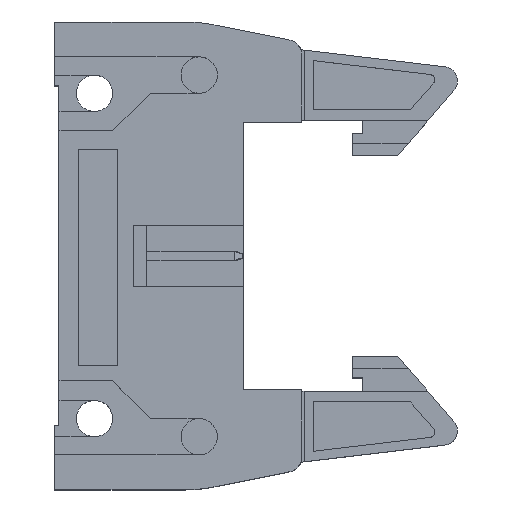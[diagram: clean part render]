
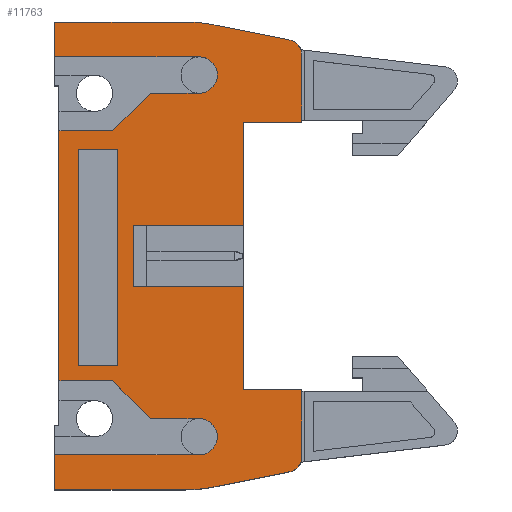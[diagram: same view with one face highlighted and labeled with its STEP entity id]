
A CAD part, top view. The second image highlights one B-rep face of the part: STEP entity #11763.
In plain terms, the highlighted face is planar.
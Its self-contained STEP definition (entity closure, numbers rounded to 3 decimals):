
#155=PLANE('',#12307);
#453=CIRCLE('',#12098,1.);
#480=CIRCLE('',#12170,10.);
#482=CIRCLE('',#12173,10.);
#486=CIRCLE('',#12186,1.);
#496=CIRCLE('',#12223,1.25);
#517=CIRCLE('',#12301,1.25);
#1331=ORIENTED_EDGE('',*,*,#3417,.T.);
#1332=ORIENTED_EDGE('',*,*,#3421,.T.);
#1333=ORIENTED_EDGE('',*,*,#3424,.T.);
#1334=ORIENTED_EDGE('',*,*,#3427,.T.);
#1335=ORIENTED_EDGE('',*,*,#3346,.F.);
#1336=ORIENTED_EDGE('',*,*,#3351,.F.);
#1337=ORIENTED_EDGE('',*,*,#3526,.F.);
#1338=ORIENTED_EDGE('',*,*,#3238,.F.);
#1339=ORIENTED_EDGE('',*,*,#3233,.F.);
#1340=ORIENTED_EDGE('',*,*,#3189,.F.);
#1341=ORIENTED_EDGE('',*,*,#3006,.F.);
#1342=ORIENTED_EDGE('',*,*,#3206,.F.);
#1343=ORIENTED_EDGE('',*,*,#3272,.F.);
#1344=ORIENTED_EDGE('',*,*,#3211,.F.);
#1345=ORIENTED_EDGE('',*,*,#3221,.F.);
#1346=ORIENTED_EDGE('',*,*,#3214,.F.);
#1347=ORIENTED_EDGE('',*,*,#3218,.F.);
#1348=ORIENTED_EDGE('',*,*,#3204,.F.);
#1349=ORIENTED_EDGE('',*,*,#3264,.F.);
#1350=ORIENTED_EDGE('',*,*,#3197,.F.);
#1351=ORIENTED_EDGE('',*,*,#3267,.F.);
#1352=ORIENTED_EDGE('',*,*,#3256,.F.);
#1353=ORIENTED_EDGE('',*,*,#3230,.F.);
#1354=ORIENTED_EDGE('',*,*,#3248,.F.);
#1355=ORIENTED_EDGE('',*,*,#3512,.F.);
#1356=ORIENTED_EDGE('',*,*,#3224,.F.);
#1357=ORIENTED_EDGE('',*,*,#3513,.F.);
#1358=ORIENTED_EDGE('',*,*,#3516,.F.);
#1359=ORIENTED_EDGE('',*,*,#3522,.F.);
#1360=ORIENTED_EDGE('',*,*,#3525,.F.);
#1361=ORIENTED_EDGE('',*,*,#3527,.F.);
#1362=ORIENTED_EDGE('',*,*,#3528,.F.);
#1363=ORIENTED_EDGE('',*,*,#3357,.F.);
#1364=ORIENTED_EDGE('',*,*,#3354,.F.);
#3006=EDGE_CURVE('',#4228,#4229,#453,.T.);
#3189=EDGE_CURVE('',#4229,#4409,#5164,.T.);
#3197=EDGE_CURVE('',#4416,#4417,#5172,.T.);
#3204=EDGE_CURVE('',#4423,#4421,#5179,.T.);
#3206=EDGE_CURVE('',#4424,#4228,#5181,.T.);
#3211=EDGE_CURVE('',#4428,#4429,#5186,.T.);
#3214=EDGE_CURVE('',#4431,#4432,#5189,.T.);
#3218=EDGE_CURVE('',#4421,#4431,#5193,.T.);
#3221=EDGE_CURVE('',#4432,#4428,#5196,.T.);
#3224=EDGE_CURVE('',#4437,#4438,#5199,.T.);
#3230=EDGE_CURVE('',#4443,#4444,#480,.T.);
#3233=EDGE_CURVE('',#4409,#4446,#482,.T.);
#3238=EDGE_CURVE('',#4446,#4450,#5209,.T.);
#3248=EDGE_CURVE('',#4458,#4443,#5219,.T.);
#3256=EDGE_CURVE('',#4444,#4465,#5227,.T.);
#3264=EDGE_CURVE('',#4417,#4423,#5233,.T.);
#3267=EDGE_CURVE('',#4465,#4416,#486,.T.);
#3272=EDGE_CURVE('',#4429,#4424,#5239,.T.);
#3346=EDGE_CURVE('',#4515,#4516,#496,.T.);
#3351=EDGE_CURVE('',#4520,#4515,#5306,.T.);
#3354=EDGE_CURVE('',#4516,#4522,#5309,.T.);
#3357=EDGE_CURVE('',#4522,#4524,#5312,.T.);
#3417=EDGE_CURVE('',#4563,#4564,#5362,.T.);
#3421=EDGE_CURVE('',#4564,#4567,#5366,.T.);
#3424=EDGE_CURVE('',#4567,#4569,#5369,.T.);
#3427=EDGE_CURVE('',#4569,#4563,#5372,.T.);
#3512=EDGE_CURVE('',#4438,#4458,#5449,.T.);
#3513=EDGE_CURVE('',#4608,#4437,#517,.T.);
#3516=EDGE_CURVE('',#4610,#4608,#5451,.T.);
#3522=EDGE_CURVE('',#4614,#4610,#5457,.T.);
#3525=EDGE_CURVE('',#4615,#4614,#5460,.T.);
#3526=EDGE_CURVE('',#4450,#4520,#5461,.T.);
#3527=EDGE_CURVE('',#4616,#4615,#5462,.T.);
#3528=EDGE_CURVE('',#4524,#4616,#5463,.T.);
#4228=VERTEX_POINT('',#14955);
#4229=VERTEX_POINT('',#14957);
#4409=VERTEX_POINT('',#15355);
#4416=VERTEX_POINT('',#15371);
#4417=VERTEX_POINT('',#15373);
#4421=VERTEX_POINT('',#15382);
#4423=VERTEX_POINT('',#15386);
#4424=VERTEX_POINT('',#15390);
#4428=VERTEX_POINT('',#15400);
#4429=VERTEX_POINT('',#15402);
#4431=VERTEX_POINT('',#15408);
#4432=VERTEX_POINT('',#15409);
#4437=VERTEX_POINT('',#15427);
#4438=VERTEX_POINT('',#15428);
#4443=VERTEX_POINT('',#15439);
#4444=VERTEX_POINT('',#15441);
#4446=VERTEX_POINT('',#15447);
#4450=VERTEX_POINT('',#15457);
#4458=VERTEX_POINT('',#15476);
#4465=VERTEX_POINT('',#15494);
#4515=VERTEX_POINT('',#15665);
#4516=VERTEX_POINT('',#15666);
#4520=VERTEX_POINT('',#15676);
#4522=VERTEX_POINT('',#15682);
#4524=VERTEX_POINT('',#15688);
#4563=VERTEX_POINT('',#15805);
#4564=VERTEX_POINT('',#15806);
#4567=VERTEX_POINT('',#15814);
#4569=VERTEX_POINT('',#15820);
#4608=VERTEX_POINT('',#15982);
#4610=VERTEX_POINT('',#15988);
#4614=VERTEX_POINT('',#16000);
#4615=VERTEX_POINT('',#16004);
#4616=VERTEX_POINT('',#16009);
#5164=LINE('',#15354,#6280);
#5172=LINE('',#15372,#6288);
#5179=LINE('',#15387,#6295);
#5181=LINE('',#15391,#6297);
#5186=LINE('',#15401,#6302);
#5189=LINE('',#15407,#6305);
#5193=LINE('',#15416,#6309);
#5196=LINE('',#15421,#6312);
#5199=LINE('',#15426,#6315);
#5209=LINE('',#15456,#6325);
#5219=LINE('',#15477,#6335);
#5227=LINE('',#15493,#6343);
#5233=LINE('',#15508,#6349);
#5239=LINE('',#15521,#6355);
#5306=LINE('',#15675,#6422);
#5309=LINE('',#15681,#6425);
#5312=LINE('',#15687,#6428);
#5362=LINE('',#15804,#6478);
#5366=LINE('',#15813,#6482);
#5369=LINE('',#15819,#6485);
#5372=LINE('',#15825,#6488);
#5449=LINE('',#15979,#6565);
#5451=LINE('',#15987,#6567);
#5457=LINE('',#15999,#6573);
#5460=LINE('',#16005,#6576);
#5461=LINE('',#16007,#6577);
#5462=LINE('',#16008,#6578);
#5463=LINE('',#16010,#6579);
#6280=VECTOR('',#12961,1000.);
#6288=VECTOR('',#12973,1000.);
#6295=VECTOR('',#12982,1000.);
#6297=VECTOR('',#12986,1000.);
#6302=VECTOR('',#12993,1000.);
#6305=VECTOR('',#12998,1000.);
#6309=VECTOR('',#13004,1000.);
#6312=VECTOR('',#13009,1000.);
#6315=VECTOR('',#13014,1000.);
#6325=VECTOR('',#13038,1000.);
#6335=VECTOR('',#13052,1000.);
#6343=VECTOR('',#13064,1000.);
#6349=VECTOR('',#13080,1000.);
#6355=VECTOR('',#13094,1000.);
#6422=VECTOR('',#13239,1000.);
#6425=VECTOR('',#13244,1000.);
#6428=VECTOR('',#13249,1000.);
#6478=VECTOR('',#13355,1000.);
#6482=VECTOR('',#13361,1000.);
#6485=VECTOR('',#13366,1000.);
#6488=VECTOR('',#13371,1000.);
#6565=VECTOR('',#13528,1000.);
#6567=VECTOR('',#13538,1000.);
#6573=VECTOR('',#13548,1000.);
#6576=VECTOR('',#13553,1000.);
#6577=VECTOR('',#13556,1000.);
#6578=VECTOR('',#13557,1000.);
#6579=VECTOR('',#13558,1000.);
#7394=EDGE_LOOP('',(#1331,#1332,#1333,#1334));
#7395=EDGE_LOOP('',(#1335,#1336,#1337,#1338,#1339,#1340,#1341,#1342,#1343,
#1344,#1345,#1346,#1347,#1348,#1349,#1350,#1351,#1352,#1353,#1354,#1355,
#1356,#1357,#1358,#1359,#1360,#1361,#1362,#1363,#1364));
#7918=FACE_BOUND('',#7394,.T.);
#7919=FACE_BOUND('',#7395,.T.);
#11763=ADVANCED_FACE('',(#7918,#7919),#155,.F.);
#12098=AXIS2_PLACEMENT_3D('',#14956,#12682,#12683);
#12170=AXIS2_PLACEMENT_3D('',#15440,#13023,#13024);
#12173=AXIS2_PLACEMENT_3D('',#15446,#13030,#13031);
#12186=AXIS2_PLACEMENT_3D('',#15513,#13086,#13087);
#12223=AXIS2_PLACEMENT_3D('',#15664,#13229,#13230);
#12301=AXIS2_PLACEMENT_3D('',#15981,#13531,#13532);
#12307=AXIS2_PLACEMENT_3D('',#16006,#13554,#13555);
#12682=DIRECTION('',(0.,1.,0.));
#12683=DIRECTION('',(0.,0.,1.));
#12961=DIRECTION('',(0.196,0.,-0.981));
#12973=DIRECTION('',(1.,0.,0.));
#12982=DIRECTION('',(1.,0.,0.));
#12986=DIRECTION('',(1.,0.,0.));
#12993=DIRECTION('',(1.,0.,0.));
#12998=DIRECTION('',(1.,0.,0.));
#13004=DIRECTION('',(0.,0.,-1.));
#13009=DIRECTION('',(0.,0.,1.));
#13014=DIRECTION('',(0.,0.,-1.));
#13023=DIRECTION('',(0.,1.,0.));
#13024=DIRECTION('',(0.,0.,1.));
#13030=DIRECTION('',(0.,1.,0.));
#13031=DIRECTION('',(0.,0.,1.));
#13038=DIRECTION('',(0.,0.,-1.));
#13052=DIRECTION('',(0.,0.,1.));
#13064=DIRECTION('',(0.196,0.,0.981));
#13080=DIRECTION('',(0.,0.,-1.));
#13086=DIRECTION('',(0.,1.,0.));
#13087=DIRECTION('',(0.,0.,1.));
#13094=DIRECTION('',(0.,0.,1.));
#13229=DIRECTION('',(0.,-1.,0.));
#13230=DIRECTION('',(1.,0.,0.));
#13239=DIRECTION('',(0.,0.,1.));
#13244=DIRECTION('',(0.,0.,-1.));
#13249=DIRECTION('',(-0.707,0.,-0.707));
#13355=DIRECTION('',(0.,0.,1.));
#13361=DIRECTION('',(1.,0.,0.));
#13366=DIRECTION('',(0.,0.,-1.));
#13371=DIRECTION('',(-1.,0.,0.));
#13528=DIRECTION('',(-1.,0.,0.));
#13531=DIRECTION('',(0.,-1.,0.));
#13532=DIRECTION('',(1.,0.,0.));
#13538=DIRECTION('',(0.,0.,1.));
#13548=DIRECTION('',(-0.707,0.,0.707));
#13553=DIRECTION('',(0.,0.,1.));
#13554=DIRECTION('',(0.,1.,0.));
#13555=DIRECTION('',(0.,0.,1.));
#13556=DIRECTION('',(-1.,0.,0.));
#13557=DIRECTION('',(-1.,0.,0.));
#13558=DIRECTION('',(0.,0.,-1.));
#14955=CARTESIAN_POINT('',(13.88,-4.15,12.));
#14956=CARTESIAN_POINT('',(13.88,-4.15,11.));
#14957=CARTESIAN_POINT('',(14.861,-4.15,11.196));
#15354=CARTESIAN_POINT('',(14.7,-4.15,12.));
#15355=CARTESIAN_POINT('',(15.906,-4.15,5.971));
#15371=CARTESIAN_POINT('',(-13.88,-4.15,12.));
#15372=CARTESIAN_POINT('',(-14.7,-4.15,12.));
#15373=CARTESIAN_POINT('',(-9.2,-4.15,12.));
#15382=CARTESIAN_POINT('',(-2.125,-4.15,8.));
#15386=CARTESIAN_POINT('',(-9.2,-4.15,8.));
#15387=CARTESIAN_POINT('',(-9.2,-4.15,8.));
#15390=CARTESIAN_POINT('',(9.2,-4.15,12.));
#15391=CARTESIAN_POINT('',(9.2,-4.15,12.));
#15400=CARTESIAN_POINT('',(2.125,-4.15,8.));
#15401=CARTESIAN_POINT('',(-9.2,-4.15,8.));
#15402=CARTESIAN_POINT('',(9.2,-4.15,8.));
#15407=CARTESIAN_POINT('',(-2.125,-4.15,0.45));
#15408=CARTESIAN_POINT('',(-2.125,-4.15,0.45));
#15409=CARTESIAN_POINT('',(2.125,-4.15,0.45));
#15416=CARTESIAN_POINT('',(-2.125,-4.15,8.));
#15421=CARTESIAN_POINT('',(2.125,-4.15,0.45));
#15426=CARTESIAN_POINT('',(-13.7,-4.15,4.95));
#15427=CARTESIAN_POINT('',(-13.7,-4.15,4.95));
#15428=CARTESIAN_POINT('',(-13.7,-4.15,-5.));
#15439=CARTESIAN_POINT('',(-16.1,-4.15,4.01));
#15440=CARTESIAN_POINT('',(-6.1,-4.15,4.01));
#15441=CARTESIAN_POINT('',(-15.906,-4.15,5.971));
#15446=CARTESIAN_POINT('',(6.1,-4.15,4.01));
#15447=CARTESIAN_POINT('',(16.1,-4.15,4.01));
#15456=CARTESIAN_POINT('',(16.1,-4.15,5.));
#15457=CARTESIAN_POINT('',(16.1,-4.15,-5.));
#15476=CARTESIAN_POINT('',(-16.1,-4.15,-5.));
#15477=CARTESIAN_POINT('',(-16.1,-4.15,-5.));
#15493=CARTESIAN_POINT('',(-14.7,-4.15,12.));
#15494=CARTESIAN_POINT('',(-14.861,-4.15,11.196));
#15508=CARTESIAN_POINT('',(-9.2,-4.15,12.));
#15513=CARTESIAN_POINT('',(-13.88,-4.15,11.));
#15521=CARTESIAN_POINT('',(9.2,-4.15,8.));
#15664=CARTESIAN_POINT('',(12.45,-4.15,4.95));
#15665=CARTESIAN_POINT('',(13.7,-4.15,4.95));
#15666=CARTESIAN_POINT('',(11.2,-4.15,4.95));
#15675=CARTESIAN_POINT('',(13.7,-4.15,-5.));
#15676=CARTESIAN_POINT('',(13.7,-4.15,-5.));
#15681=CARTESIAN_POINT('',(11.2,-4.15,4.95));
#15682=CARTESIAN_POINT('',(11.2,-4.15,1.6));
#15687=CARTESIAN_POINT('',(11.2,-4.15,1.6));
#15688=CARTESIAN_POINT('',(8.6,-4.15,-1.));
#15804=CARTESIAN_POINT('',(-7.35,-4.15,-3.35));
#15805=CARTESIAN_POINT('',(-7.35,-4.15,-3.35));
#15806=CARTESIAN_POINT('',(-7.35,-4.15,-0.65));
#15813=CARTESIAN_POINT('',(-7.35,-4.15,-0.65));
#15814=CARTESIAN_POINT('',(7.55,-4.15,-0.65));
#15819=CARTESIAN_POINT('',(7.55,-4.15,-0.65));
#15820=CARTESIAN_POINT('',(7.55,-4.15,-3.35));
#15825=CARTESIAN_POINT('',(7.55,-4.15,-3.35));
#15979=CARTESIAN_POINT('',(16.1,-4.15,-5.));
#15981=CARTESIAN_POINT('',(-12.45,-4.15,4.95));
#15982=CARTESIAN_POINT('',(-11.2,-4.15,4.95));
#15987=CARTESIAN_POINT('',(-11.2,-4.15,4.95));
#15988=CARTESIAN_POINT('',(-11.2,-4.15,1.6));
#15999=CARTESIAN_POINT('',(-11.2,-4.15,1.6));
#16000=CARTESIAN_POINT('',(-8.6,-4.15,-1.));
#16004=CARTESIAN_POINT('',(-8.6,-4.15,-4.7));
#16005=CARTESIAN_POINT('',(-8.6,-4.15,-1.));
#16006=CARTESIAN_POINT('',(0.,-4.15,0.));
#16007=CARTESIAN_POINT('',(16.1,-4.15,-5.));
#16008=CARTESIAN_POINT('',(11.7,-4.15,-4.7));
#16009=CARTESIAN_POINT('',(8.6,-4.15,-4.7));
#16010=CARTESIAN_POINT('',(8.6,-4.15,-1.));
